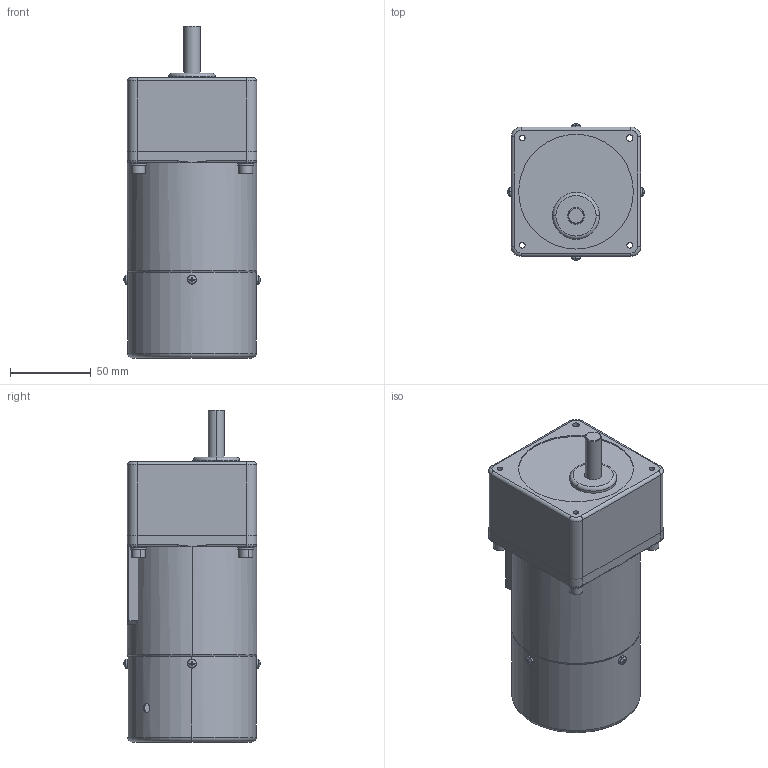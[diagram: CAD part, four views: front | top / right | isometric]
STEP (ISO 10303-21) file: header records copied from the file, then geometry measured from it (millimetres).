
FILE_DESCRIPTION (( 'STEP AP203' ), '1' );
FILE_NAME ('4RK25GN-CM+眊极.STEP', '2022-08-25T03:02:11', ( '' ), ( 'Microsoft' ), 'SwSTEP 2.0', 'SolidWorks 2020', '' );
FILE_SCHEMA (( 'CONFIG_CONTROL_DESIGN' ));
Length unit declared in the file: millimetre
Products named in the file (1): 4RK25GN-CM+眊极
Bounding box: 84.31 x 84.31 x 205.5 mm (x, y, z)
Surface area: 87765.5 mm2 (no closed solid volume)
Topology: 0 solids, 23 shells, 271 faces, 835 edges, 576 vertices
Faces by surface type: plane 111, cylinder 103, torus 26, cone 15, bspline 8, sphere 8
Entity records: 10561 total; most frequent: CARTESIAN_POINT 3063, DIRECTION 1670, ORIENTED_EDGE 1344, EDGE_CURVE 827, AXIS2_PLACEMENT_3D 675, VERTEX_POINT 576, CIRCLE 411, EDGE_LOOP 322
